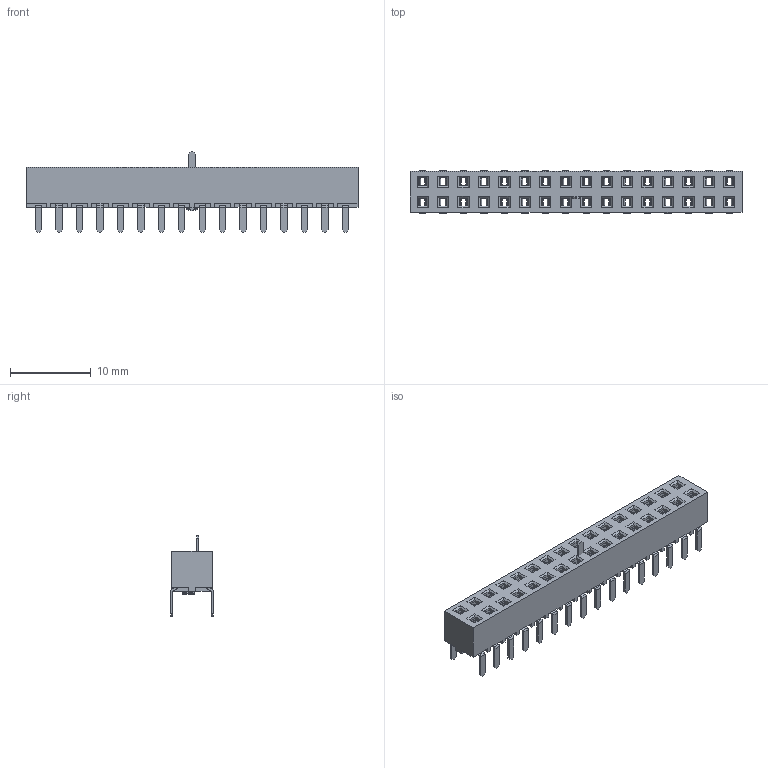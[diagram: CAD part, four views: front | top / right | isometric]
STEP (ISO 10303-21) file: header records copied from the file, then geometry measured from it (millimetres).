
FILE_DESCRIPTION( ( 'Unknown' ), '1' );
FILE_NAME( '61303225721.stp', 'Unknown', ( 'Unknown' ), ( 'Unknown' ), 'PSStep 14.0', 'Unknown', ' ' );
FILE_SCHEMA( ( 'AUTOMOTIVE_DESIGN { 1 0 10303 214 1 1 1 1 }' ) );
Length unit declared in the file: millimetre
Products named in the file (3): Assem1; 6130xx25721_PIN; 61303225721
Bounding box: 41.24 x 5.33 x 10 mm (x, y, z)
Volume: 1200 mm3; surface area: 4926.6 mm2
Topology: 35 solids, 35 shells, 3350 faces, 8924 edges, 5644 vertices
Faces by surface type: plane 2294, cylinder 1056
Entity records: 20668 total; most frequent: CARTESIAN_POINT 2938, ORIENTED_EDGE 2848, DIRECTION 2592, EDGE_CURVE 1424, LINE 1356, VECTOR 1356, VERTEX_POINT 900, AXIS2_PLACEMENT_3D 618
